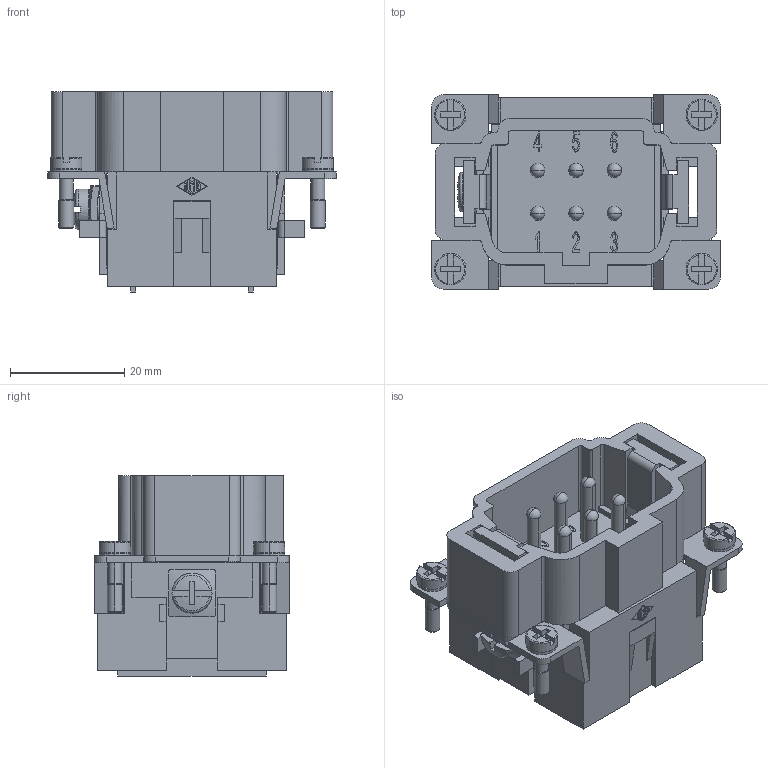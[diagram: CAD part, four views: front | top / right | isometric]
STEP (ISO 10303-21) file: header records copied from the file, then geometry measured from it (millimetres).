
FILE_DESCRIPTION(('Creo Elements/Direct Modeling STEP Export'),'2;1');
FILE_NAME('JSEM 06.stp','2014-08-01T10:29:33',(''),(''),'Creo Elements/Direct Modeling STEP processor for AP214 (Solid Model)','Creo Elements/Direct Modeling 18.0B 02-Dec-2011 (C) Parametric Technology GmbH','');
FILE_SCHEMA(('AUTOMOTIVE_DESIGN { 1 0 10303 214 1 1 1 1 }'));
Length unit declared in the file: millimetre
Products named in the file (2): CSEM_Kontakteinsätze_mit_Käfigzugfederanschluss; JSEM_06.stp
Assembly tree (1 placements, depth 2):
  JSEM_06.stp
    CSEM_Kontakteinsätze_mit_Käfigzugfederanschluss
Bounding box: 50.5 x 34 x 35 mm (x, y, z)
Volume: 25189.7 mm3; surface area: 15457.8 mm2
Topology: 1 solids, 1 shells, 845 faces, 2315 edges, 1506 vertices
Faces by surface type: plane 553, cylinder 144, bspline 98, cone 22, sphere 14, torus 14
Entity records: 27566 total; most frequent: CARTESIAN_POINT 6896, ORIENTED_EDGE 4594, DIRECTION 3757, EDGE_CURVE 2297, VECTOR 1679, LINE 1679, VERTEX_POINT 1506, AXIS2_PLACEMENT_3D 1039
